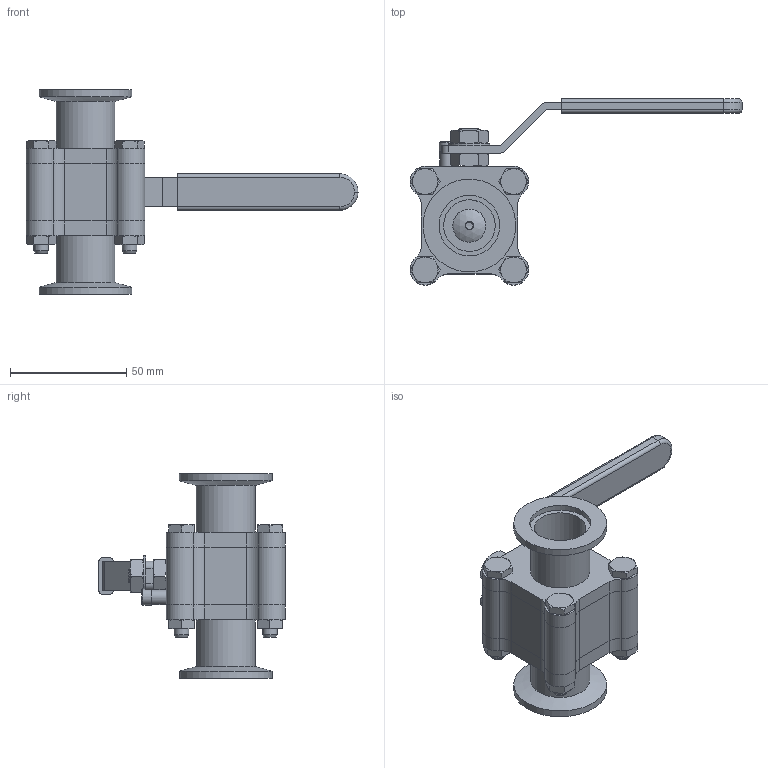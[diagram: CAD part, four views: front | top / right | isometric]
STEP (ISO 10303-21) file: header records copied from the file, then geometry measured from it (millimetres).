
FILE_DESCRIPTION(/* description */ (''),/* implementation_level */ '2;1');
FILE_NAME(/* name */ '3000029c.stp',/* time_stamp */ '2016-06-02T09:05:05-04:00',/* author */ ('Vance_A'),/* organization */ (''),/* preprocessor_version */ 'ST-DEVELOPER v16.1',/* originating_system */ 'Autodesk Inventor 2016',/* authorisation */ '');
FILE_SCHEMA (('AUTOMOTIVE_DESIGN { 1 0 10303 214 3 1 1 }'));
Length unit declared in the file: inch
Products named in the file (1): Part1
Bounding box: 143.08 x 80.28 x 88.14 mm (x, y, z)
Surface area: 45794.6 mm2 (no closed solid volume)
Topology: 0 solids, 34 shells, 271 faces, 1097 edges, 860 vertices
Faces by surface type: plane 130, cone 75, cylinder 60, torus 5, sphere 1
Full cylindrical faces by diameter (mm): 3.302 x3, 6.35 x5, 6.858 x1, 8.382 x1, 14.275 x1, 17.577 x1, 22.225 x2, 25.4 x2, 26.187 x2, 40.005 x2
Entity records: 11566 total; most frequent: CARTESIAN_POINT 3103, ORIENTED_EDGE 1540, DIRECTION 1529, EDGE_CURVE 1048, VERTEX_POINT 845, AXIS2_PLACEMENT_3D 562, LINE 405, VECTOR 405
